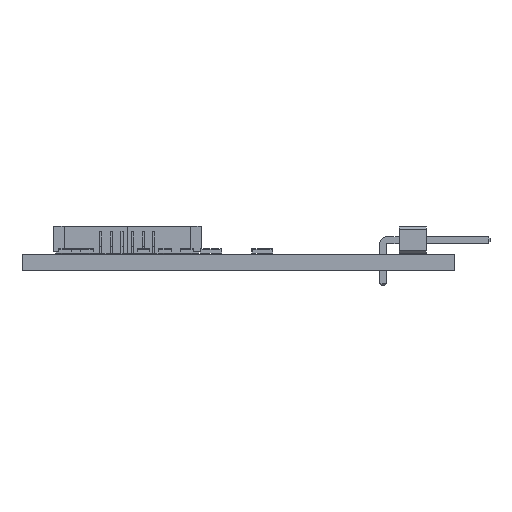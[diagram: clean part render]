
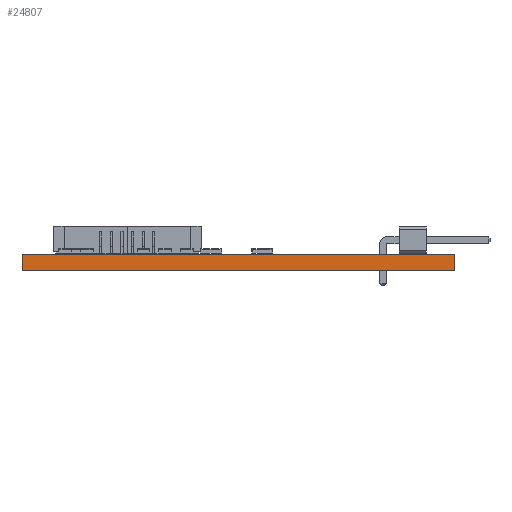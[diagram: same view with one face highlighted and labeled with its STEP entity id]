
A CAD part, front view. The second image highlights one B-rep face of the part: STEP entity #24807.
In plain terms, the highlighted planar face has unit normal (0, -1, 0).
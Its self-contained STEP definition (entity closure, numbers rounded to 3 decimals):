
#18141 = PLANE('',#18142);
#18142 = AXIS2_PLACEMENT_3D('',#18143,#18144,#18145);
#18143 = CARTESIAN_POINT('',(96.261,-93.342,1.58));
#18144 = DIRECTION('',(-0.,-0.,-1.));
#18145 = DIRECTION('',(-1.,0.,0.));
#18195 = PLANE('',#18196);
#18196 = AXIS2_PLACEMENT_3D('',#18197,#18198,#18199);
#18197 = CARTESIAN_POINT('',(96.261,-93.342,0.));
#18198 = DIRECTION('',(-0.,-0.,-1.));
#18199 = DIRECTION('',(-1.,0.,0.));
#19060 = VERTEX_POINT('',#19061);
#19061 = CARTESIAN_POINT('',(120.396,-128.778,0.));
#19075 = PLANE('',#19076);
#19076 = AXIS2_PLACEMENT_3D('',#19077,#19078,#19079);
#19077 = CARTESIAN_POINT('',(120.396,-99.568,0.));
#19078 = DIRECTION('',(1.,0.,-0.));
#19079 = DIRECTION('',(0.,-1.,0.));
#19087 = EDGE_CURVE('',#19060,#19088,#19090,.T.);
#19088 = VERTEX_POINT('',#19089);
#19089 = CARTESIAN_POINT('',(79.756,-128.778,0.));
#19090 = SURFACE_CURVE('',#19091,(#19095,#19102),.PCURVE_S1.);
#19091 = LINE('',#19092,#19093);
#19092 = CARTESIAN_POINT('',(120.396,-128.778,0.));
#19093 = VECTOR('',#19094,1.);
#19094 = DIRECTION('',(-1.,0.,0.));
#19095 = PCURVE('',#18195,#19096);
#19096 = DEFINITIONAL_REPRESENTATION('',(#19097),#19101);
#19097 = LINE('',#19098,#19099);
#19098 = CARTESIAN_POINT('',(-24.135,-35.436));
#19099 = VECTOR('',#19100,1.);
#19100 = DIRECTION('',(1.,0.));
#19101 = ( GEOMETRIC_REPRESENTATION_CONTEXT(2) 
PARAMETRIC_REPRESENTATION_CONTEXT() REPRESENTATION_CONTEXT('2D SPACE',''
  ) );
#19102 = PCURVE('',#19103,#19108);
#19103 = PLANE('',#19104);
#19104 = AXIS2_PLACEMENT_3D('',#19105,#19106,#19107);
#19105 = CARTESIAN_POINT('',(120.396,-128.778,0.));
#19106 = DIRECTION('',(0.,-1.,0.));
#19107 = DIRECTION('',(-1.,0.,0.));
#19108 = DEFINITIONAL_REPRESENTATION('',(#19109),#19113);
#19109 = LINE('',#19110,#19111);
#19110 = CARTESIAN_POINT('',(0.,-0.));
#19111 = VECTOR('',#19112,1.);
#19112 = DIRECTION('',(1.,0.));
#19113 = ( GEOMETRIC_REPRESENTATION_CONTEXT(2) 
PARAMETRIC_REPRESENTATION_CONTEXT() REPRESENTATION_CONTEXT('2D SPACE',''
  ) );
#19131 = PLANE('',#19132);
#19132 = AXIS2_PLACEMENT_3D('',#19133,#19134,#19135);
#19133 = CARTESIAN_POINT('',(79.756,-128.778,0.));
#19134 = DIRECTION('',(-1.,0.,0.));
#19135 = DIRECTION('',(0.,1.,0.));
#21990 = VERTEX_POINT('',#21991);
#21991 = CARTESIAN_POINT('',(120.396,-128.778,1.58));
#22012 = EDGE_CURVE('',#21990,#22013,#22015,.T.);
#22013 = VERTEX_POINT('',#22014);
#22014 = CARTESIAN_POINT('',(79.756,-128.778,1.58));
#22015 = SURFACE_CURVE('',#22016,(#22020,#22027),.PCURVE_S1.);
#22016 = LINE('',#22017,#22018);
#22017 = CARTESIAN_POINT('',(120.396,-128.778,1.58));
#22018 = VECTOR('',#22019,1.);
#22019 = DIRECTION('',(-1.,0.,0.));
#22020 = PCURVE('',#18141,#22021);
#22021 = DEFINITIONAL_REPRESENTATION('',(#22022),#22026);
#22022 = LINE('',#22023,#22024);
#22023 = CARTESIAN_POINT('',(-24.135,-35.436));
#22024 = VECTOR('',#22025,1.);
#22025 = DIRECTION('',(1.,0.));
#22026 = ( GEOMETRIC_REPRESENTATION_CONTEXT(2) 
PARAMETRIC_REPRESENTATION_CONTEXT() REPRESENTATION_CONTEXT('2D SPACE',''
  ) );
#22027 = PCURVE('',#19103,#22028);
#22028 = DEFINITIONAL_REPRESENTATION('',(#22029),#22033);
#22029 = LINE('',#22030,#22031);
#22030 = CARTESIAN_POINT('',(0.,-1.58));
#22031 = VECTOR('',#22032,1.);
#22032 = DIRECTION('',(1.,0.));
#22033 = ( GEOMETRIC_REPRESENTATION_CONTEXT(2) 
PARAMETRIC_REPRESENTATION_CONTEXT() REPRESENTATION_CONTEXT('2D SPACE',''
  ) );
#24757 = EDGE_CURVE('',#19088,#22013,#24758,.T.);
#24758 = SURFACE_CURVE('',#24759,(#24763,#24770),.PCURVE_S1.);
#24759 = LINE('',#24760,#24761);
#24760 = CARTESIAN_POINT('',(79.756,-128.778,0.));
#24761 = VECTOR('',#24762,1.);
#24762 = DIRECTION('',(0.,0.,1.));
#24763 = PCURVE('',#19131,#24764);
#24764 = DEFINITIONAL_REPRESENTATION('',(#24765),#24769);
#24765 = LINE('',#24766,#24767);
#24766 = CARTESIAN_POINT('',(0.,0.));
#24767 = VECTOR('',#24768,1.);
#24768 = DIRECTION('',(0.,-1.));
#24769 = ( GEOMETRIC_REPRESENTATION_CONTEXT(2) 
PARAMETRIC_REPRESENTATION_CONTEXT() REPRESENTATION_CONTEXT('2D SPACE',''
  ) );
#24770 = PCURVE('',#19103,#24771);
#24771 = DEFINITIONAL_REPRESENTATION('',(#24772),#24776);
#24772 = LINE('',#24773,#24774);
#24773 = CARTESIAN_POINT('',(40.64,0.));
#24774 = VECTOR('',#24775,1.);
#24775 = DIRECTION('',(0.,-1.));
#24776 = ( GEOMETRIC_REPRESENTATION_CONTEXT(2) 
PARAMETRIC_REPRESENTATION_CONTEXT() REPRESENTATION_CONTEXT('2D SPACE',''
  ) );
#24807 = ADVANCED_FACE('',(#24808),#19103,.T.);
#24808 = FACE_BOUND('',#24809,.T.);
#24809 = EDGE_LOOP('',(#24810,#24831,#24832,#24833));
#24810 = ORIENTED_EDGE('',*,*,#24811,.T.);
#24811 = EDGE_CURVE('',#19060,#21990,#24812,.T.);
#24812 = SURFACE_CURVE('',#24813,(#24817,#24824),.PCURVE_S1.);
#24813 = LINE('',#24814,#24815);
#24814 = CARTESIAN_POINT('',(120.396,-128.778,0.));
#24815 = VECTOR('',#24816,1.);
#24816 = DIRECTION('',(0.,0.,1.));
#24817 = PCURVE('',#19103,#24818);
#24818 = DEFINITIONAL_REPRESENTATION('',(#24819),#24823);
#24819 = LINE('',#24820,#24821);
#24820 = CARTESIAN_POINT('',(0.,-0.));
#24821 = VECTOR('',#24822,1.);
#24822 = DIRECTION('',(0.,-1.));
#24823 = ( GEOMETRIC_REPRESENTATION_CONTEXT(2) 
PARAMETRIC_REPRESENTATION_CONTEXT() REPRESENTATION_CONTEXT('2D SPACE',''
  ) );
#24824 = PCURVE('',#19075,#24825);
#24825 = DEFINITIONAL_REPRESENTATION('',(#24826),#24830);
#24826 = LINE('',#24827,#24828);
#24827 = CARTESIAN_POINT('',(29.21,0.));
#24828 = VECTOR('',#24829,1.);
#24829 = DIRECTION('',(0.,-1.));
#24830 = ( GEOMETRIC_REPRESENTATION_CONTEXT(2) 
PARAMETRIC_REPRESENTATION_CONTEXT() REPRESENTATION_CONTEXT('2D SPACE',''
  ) );
#24831 = ORIENTED_EDGE('',*,*,#22012,.T.);
#24832 = ORIENTED_EDGE('',*,*,#24757,.F.);
#24833 = ORIENTED_EDGE('',*,*,#19087,.F.);
